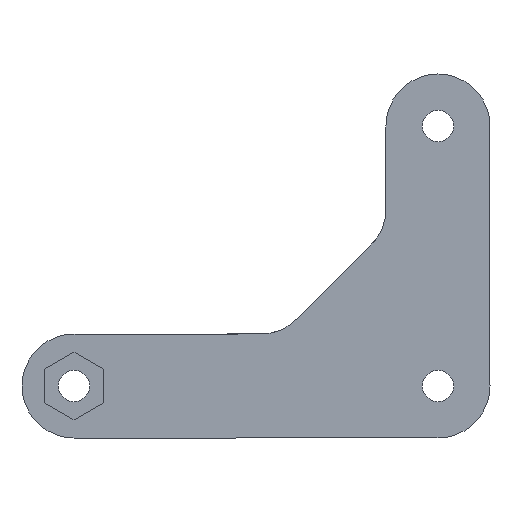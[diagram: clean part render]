
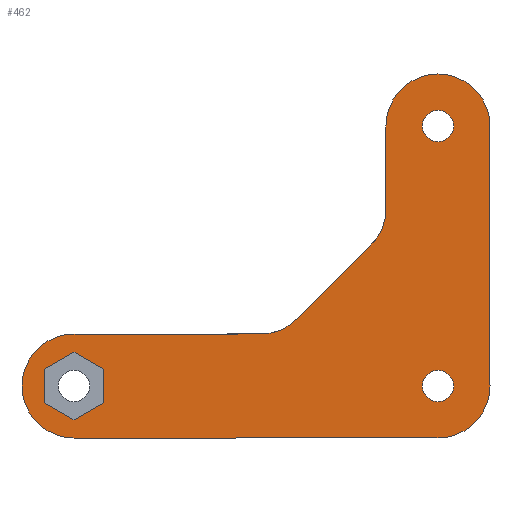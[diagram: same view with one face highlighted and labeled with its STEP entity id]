
A CAD part, front view. The second image highlights one B-rep face of the part: STEP entity #462.
In plain terms, the highlighted free-form (B-spline) face has degree [1, 1] with [2, 2] control points.
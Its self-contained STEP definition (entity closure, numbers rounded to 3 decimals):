
#15=B_SPLINE_CURVE_WITH_KNOTS('',3,(#748,#749,#750,#751,#752),
 .UNSPECIFIED.,.F.,.F.,(4,1,4),(0.,0.002,0.004),
 .UNSPECIFIED.);
#16=B_SPLINE_CURVE_WITH_KNOTS('',3,(#756,#757,#758,#759,#760),
 .UNSPECIFIED.,.F.,.F.,(4,1,4),(0.,0.002,0.004),
 .UNSPECIFIED.);
#20=LINE('',#656,#54);
#23=LINE('',#671,#57);
#31=LINE('',#733,#65);
#32=LINE('',#736,#66);
#33=LINE('',#738,#67);
#34=LINE('',#740,#68);
#35=LINE('',#742,#69);
#36=LINE('',#744,#70);
#37=LINE('',#745,#71);
#38=LINE('',#754,#72);
#39=LINE('',#762,#73);
#54=VECTOR('',#529,1000.);
#57=VECTOR('',#532,1000.);
#65=VECTOR('',#556,1000.);
#66=VECTOR('',#557,1000.);
#67=VECTOR('',#558,1000.);
#68=VECTOR('',#559,1000.);
#69=VECTOR('',#560,1000.);
#70=VECTOR('',#561,1000.);
#71=VECTOR('',#562,1000.);
#72=VECTOR('',#563,1000.);
#73=VECTOR('',#566,1000.);
#91=B_SPLINE_SURFACE_WITH_KNOTS('',1,1,((#729,#730),(#731,#732)),
 .PLANE_SURF.,.F.,.F.,.F.,(2,2),(2,2),(0.,1.),(0.,1.),.UNSPECIFIED.);
#159=ORIENTED_EDGE('',*,*,#282,.F.);
#160=ORIENTED_EDGE('',*,*,#283,.F.);
#161=ORIENTED_EDGE('',*,*,#284,.F.);
#162=ORIENTED_EDGE('',*,*,#285,.F.);
#163=ORIENTED_EDGE('',*,*,#286,.F.);
#164=ORIENTED_EDGE('',*,*,#287,.F.);
#165=ORIENTED_EDGE('',*,*,#288,.T.);
#166=ORIENTED_EDGE('',*,*,#289,.T.);
#167=ORIENTED_EDGE('',*,*,#290,.T.);
#168=ORIENTED_EDGE('',*,*,#291,.T.);
#169=ORIENTED_EDGE('',*,*,#260,.T.);
#170=ORIENTED_EDGE('',*,*,#292,.T.);
#171=ORIENTED_EDGE('',*,*,#264,.T.);
#172=ORIENTED_EDGE('',*,*,#270,.T.);
#173=ORIENTED_EDGE('',*,*,#293,.T.);
#174=ORIENTED_EDGE('',*,*,#294,.T.);
#175=ORIENTED_EDGE('',*,*,#295,.T.);
#176=ORIENTED_EDGE('',*,*,#272,.F.);
#177=ORIENTED_EDGE('',*,*,#252,.F.);
#178=ORIENTED_EDGE('',*,*,#296,.F.);
#179=ORIENTED_EDGE('',*,*,#248,.F.);
#248=EDGE_CURVE('',#316,#317,#361,.T.);
#252=EDGE_CURVE('',#320,#321,#363,.T.);
#260=EDGE_CURVE('',#326,#327,#20,.T.);
#264=EDGE_CURVE('',#330,#331,#23,.T.);
#270=EDGE_CURVE('',#331,#335,#369,.T.);
#272=EDGE_CURVE('',#321,#320,#371,.T.);
#282=EDGE_CURVE('',#342,#343,#31,.T.);
#283=EDGE_CURVE('',#344,#342,#32,.T.);
#284=EDGE_CURVE('',#345,#344,#33,.T.);
#285=EDGE_CURVE('',#346,#345,#34,.T.);
#286=EDGE_CURVE('',#347,#346,#35,.T.);
#287=EDGE_CURVE('',#343,#347,#36,.T.);
#288=EDGE_CURVE('',#348,#349,#37,.T.);
#289=EDGE_CURVE('',#349,#350,#15,.T.);
#290=EDGE_CURVE('',#350,#351,#38,.F.);
#291=EDGE_CURVE('',#351,#326,#16,.T.);
#292=EDGE_CURVE('',#327,#330,#376,.F.);
#293=EDGE_CURVE('',#335,#352,#39,.T.);
#294=EDGE_CURVE('',#352,#353,#377,.T.);
#295=EDGE_CURVE('',#353,#348,#378,.T.);
#296=EDGE_CURVE('',#317,#316,#379,.T.);
#316=VERTEX_POINT('',#601);
#317=VERTEX_POINT('',#603);
#320=VERTEX_POINT('',#619);
#321=VERTEX_POINT('',#621);
#326=VERTEX_POINT('',#657);
#327=VERTEX_POINT('',#658);
#330=VERTEX_POINT('',#672);
#331=VERTEX_POINT('',#673);
#335=VERTEX_POINT('',#690);
#342=VERTEX_POINT('',#734);
#343=VERTEX_POINT('',#735);
#344=VERTEX_POINT('',#737);
#345=VERTEX_POINT('',#739);
#346=VERTEX_POINT('',#741);
#347=VERTEX_POINT('',#743);
#348=VERTEX_POINT('',#746);
#349=VERTEX_POINT('',#747);
#350=VERTEX_POINT('',#753);
#351=VERTEX_POINT('',#755);
#352=VERTEX_POINT('',#763);
#353=VERTEX_POINT('',#765);
#361=CIRCLE('',#492,1.5);
#363=CIRCLE('',#494,1.5);
#369=CIRCLE('',#500,5.);
#371=CIRCLE('',#502,1.5);
#376=CIRCLE('',#507,5.);
#377=CIRCLE('',#508,5.);
#378=CIRCLE('',#509,5.);
#379=CIRCLE('',#510,1.5);
#392=EDGE_LOOP('',(#159,#160,#161,#162,#163,#164));
#393=EDGE_LOOP('',(#165,#166,#167,#168,#169,#170,#171,#172,#173,#174,#175));
#394=EDGE_LOOP('',(#176,#177));
#395=EDGE_LOOP('',(#178,#179));
#424=FACE_BOUND('',#392,.T.);
#425=FACE_BOUND('',#393,.T.);
#426=FACE_BOUND('',#394,.T.);
#427=FACE_BOUND('',#395,.T.);
#462=ADVANCED_FACE('',(#424,#425,#426,#427),#91,.F.);
#492=AXIS2_PLACEMENT_3D('',#602,#515,#516);
#494=AXIS2_PLACEMENT_3D('',#620,#519,#520);
#500=AXIS2_PLACEMENT_3D('',#691,#539,#540);
#502=AXIS2_PLACEMENT_3D('',#701,#543,#544);
#507=AXIS2_PLACEMENT_3D('',#761,#564,#565);
#508=AXIS2_PLACEMENT_3D('',#764,#567,#568);
#509=AXIS2_PLACEMENT_3D('',#766,#569,#570);
#510=AXIS2_PLACEMENT_3D('',#767,#571,#572);
#515=DIRECTION('',(0.,-1.,0.));
#516=DIRECTION('',(0.,0.,1.));
#519=DIRECTION('',(0.,-1.,0.));
#520=DIRECTION('',(-1.,0.,0.));
#529=DIRECTION('',(-1.,0.,0.));
#532=DIRECTION('',(1.,0.,0.));
#539=DIRECTION('',(0.,-1.,0.));
#540=DIRECTION('',(-1.,0.,0.));
#543=DIRECTION('',(0.,-1.,0.));
#544=DIRECTION('',(-1.,0.,0.));
#556=DIRECTION('',(0.866,0.,-0.5));
#557=DIRECTION('',(0.,0.,-1.));
#558=DIRECTION('',(-0.866,0.,-0.5));
#559=DIRECTION('',(-0.866,0.,0.5));
#560=DIRECTION('',(0.,0.,1.));
#561=DIRECTION('',(0.866,0.,0.5));
#562=DIRECTION('',(0.,0.,-1.));
#563=DIRECTION('',(0.707,0.,0.707));
#564=DIRECTION('',(0.,1.,0.));
#565=DIRECTION('',(0.,0.,1.));
#566=DIRECTION('',(0.,0.,1.));
#567=DIRECTION('',(0.,-1.,0.));
#568=DIRECTION('',(0.,0.,1.));
#569=DIRECTION('',(0.,-1.,0.));
#570=DIRECTION('',(0.,0.,1.));
#571=DIRECTION('',(0.,-1.,0.));
#572=DIRECTION('',(0.,0.,1.));
#601=CARTESIAN_POINT('',(-29.25,13.25,101.51));
#602=CARTESIAN_POINT('',(-29.25,13.25,100.01));
#603=CARTESIAN_POINT('',(-29.25,13.25,98.51));
#619=CARTESIAN_POINT('',(-30.75,13.25,75.01));
#620=CARTESIAN_POINT('',(-29.25,13.25,75.01));
#621=CARTESIAN_POINT('',(-27.75,13.25,75.01));
#656=CARTESIAN_POINT('',(-41.75,13.25,80.01));
#657=CARTESIAN_POINT('',(-46.321,13.25,80.01));
#658=CARTESIAN_POINT('',(-64.25,13.25,80.01));
#671=CARTESIAN_POINT('',(-41.75,13.25,70.01));
#672=CARTESIAN_POINT('',(-64.25,13.25,70.01));
#673=CARTESIAN_POINT('',(-29.25,13.25,70.01));
#690=CARTESIAN_POINT('',(-24.25,13.25,75.01));
#691=CARTESIAN_POINT('',(-29.25,13.25,75.01));
#701=CARTESIAN_POINT('',(-29.25,13.25,75.01));
#729=CARTESIAN_POINT('',(-21.986,13.25,106.981));
#730=CARTESIAN_POINT('',(-71.783,13.25,106.981));
#731=CARTESIAN_POINT('',(-21.986,13.25,68.25));
#732=CARTESIAN_POINT('',(-71.783,13.25,68.25));
#733=CARTESIAN_POINT('',(-65.657,13.25,72.573));
#734=CARTESIAN_POINT('',(-67.065,13.25,73.385));
#735=CARTESIAN_POINT('',(-64.25,13.25,71.76));
#736=CARTESIAN_POINT('',(-67.065,13.25,75.01));
#737=CARTESIAN_POINT('',(-67.065,13.25,76.635));
#738=CARTESIAN_POINT('',(-65.657,13.25,77.448));
#739=CARTESIAN_POINT('',(-64.25,13.25,78.26));
#740=CARTESIAN_POINT('',(-62.843,13.25,77.448));
#741=CARTESIAN_POINT('',(-61.435,13.25,76.635));
#742=CARTESIAN_POINT('',(-61.435,13.25,75.01));
#743=CARTESIAN_POINT('',(-61.435,13.25,73.385));
#744=CARTESIAN_POINT('',(-62.843,13.25,72.573));
#745=CARTESIAN_POINT('',(-34.25,13.25,87.51));
#746=CARTESIAN_POINT('',(-34.25,13.25,100.01));
#747=CARTESIAN_POINT('',(-34.25,13.25,92.081));
#748=CARTESIAN_POINT('',(-34.25,13.25,92.081));
#749=CARTESIAN_POINT('',(-34.25,13.25,91.422));
#750=CARTESIAN_POINT('',(-34.483,13.25,90.107));
#751=CARTESIAN_POINT('',(-35.248,13.25,89.012));
#752=CARTESIAN_POINT('',(-35.714,13.25,88.546));
#753=CARTESIAN_POINT('',(-35.714,13.25,88.546));
#754=CARTESIAN_POINT('',(-45.112,13.25,79.148));
#755=CARTESIAN_POINT('',(-42.786,13.25,81.474));
#756=CARTESIAN_POINT('',(-42.786,13.25,81.474));
#757=CARTESIAN_POINT('',(-43.252,13.25,81.008));
#758=CARTESIAN_POINT('',(-44.346,13.25,80.243));
#759=CARTESIAN_POINT('',(-45.662,13.25,80.01));
#760=CARTESIAN_POINT('',(-46.321,13.25,80.01));
#761=CARTESIAN_POINT('',(-64.25,13.25,75.01));
#762=CARTESIAN_POINT('',(-24.25,13.25,87.51));
#763=CARTESIAN_POINT('',(-24.25,13.25,100.01));
#764=CARTESIAN_POINT('',(-29.25,13.25,100.01));
#765=CARTESIAN_POINT('',(-29.25,13.25,105.01));
#766=CARTESIAN_POINT('',(-29.25,13.25,100.01));
#767=CARTESIAN_POINT('',(-29.25,13.25,100.01));
